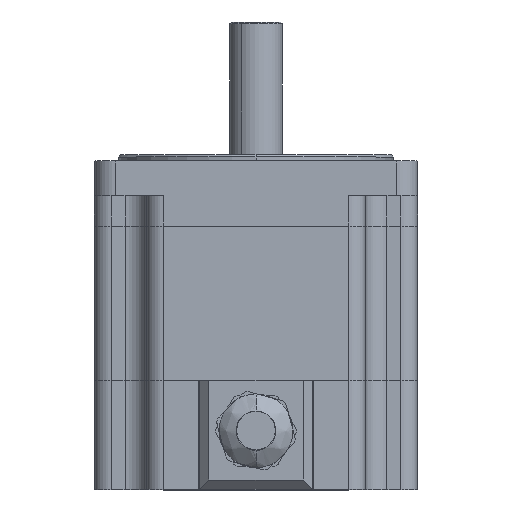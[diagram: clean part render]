
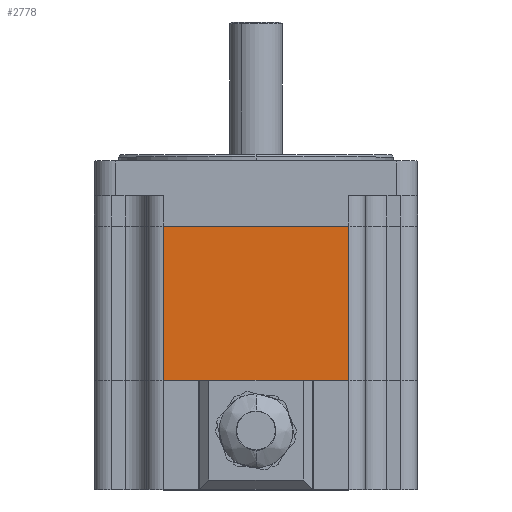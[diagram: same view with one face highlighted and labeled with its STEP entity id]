
A CAD part, top view. The second image highlights one B-rep face of the part: STEP entity #2778.
In plain terms, the highlighted planar face has unit normal (0, 0, 1).
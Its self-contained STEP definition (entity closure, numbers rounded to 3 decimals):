
#162 = PLANE('',#163);
#163 = AXIS2_PLACEMENT_3D('',#164,#165,#166);
#164 = CARTESIAN_POINT('',(-24.65,0.,-38.475));
#165 = DIRECTION('',(0.,1.,0.));
#166 = DIRECTION('',(0.,0.,1.));
#278 = PLANE('',#279);
#279 = AXIS2_PLACEMENT_3D('',#280,#281,#282);
#280 = CARTESIAN_POINT('',(-24.65,41.,-38.475));
#281 = DIRECTION('',(0.,1.,0.));
#282 = DIRECTION('',(0.,0.,1.));
#699 = VERTEX_POINT('',#700);
#700 = CARTESIAN_POINT('',(-24.65,41.,42.925));
#715 = CYLINDRICAL_SURFACE('',#716,4.45);
#716 = AXIS2_PLACEMENT_3D('',#717,#718,#719);
#717 = CARTESIAN_POINT('',(-24.65,41.,38.475));
#718 = DIRECTION('',(0.,-1.,0.));
#719 = DIRECTION('',(0.,0.,-1.));
#749 = EDGE_CURVE('',#699,#750,#752,.T.);
#750 = VERTEX_POINT('',#751);
#751 = CARTESIAN_POINT('',(24.65,41.,42.925));
#752 = SURFACE_CURVE('',#753,(#757,#764),.PCURVE_S1.);
#753 = LINE('',#754,#755);
#754 = CARTESIAN_POINT('',(-24.65,41.,42.925));
#755 = VECTOR('',#756,1.);
#756 = DIRECTION('',(1.,0.,0.));
#757 = PCURVE('',#278,#758);
#758 = DEFINITIONAL_REPRESENTATION('',(#759),#763);
#759 = LINE('',#760,#761);
#760 = CARTESIAN_POINT('',(81.4,0.));
#761 = VECTOR('',#762,1.);
#762 = DIRECTION('',(0.,1.));
#763 = ( GEOMETRIC_REPRESENTATION_CONTEXT(2) 
PARAMETRIC_REPRESENTATION_CONTEXT() REPRESENTATION_CONTEXT('2D SPACE',''
  ) );
#764 = PCURVE('',#765,#770);
#765 = PLANE('',#766);
#766 = AXIS2_PLACEMENT_3D('',#767,#768,#769);
#767 = CARTESIAN_POINT('',(-24.65,41.,42.925));
#768 = DIRECTION('',(0.,0.,-1.));
#769 = DIRECTION('',(-1.,0.,0.));
#770 = DEFINITIONAL_REPRESENTATION('',(#771),#775);
#771 = LINE('',#772,#773);
#772 = CARTESIAN_POINT('',(0.,0.));
#773 = VECTOR('',#774,1.);
#774 = DIRECTION('',(-1.,0.));
#775 = ( GEOMETRIC_REPRESENTATION_CONTEXT(2) 
PARAMETRIC_REPRESENTATION_CONTEXT() REPRESENTATION_CONTEXT('2D SPACE',''
  ) );
#794 = CYLINDRICAL_SURFACE('',#795,4.45);
#795 = AXIS2_PLACEMENT_3D('',#796,#797,#798);
#796 = CARTESIAN_POINT('',(24.65,41.,38.475));
#797 = DIRECTION('',(0.,-1.,0.));
#798 = DIRECTION('',(0.,0.,-1.));
#1732 = VERTEX_POINT('',#1733);
#1733 = CARTESIAN_POINT('',(24.65,0.,42.925));
#1777 = EDGE_CURVE('',#1778,#1732,#1780,.T.);
#1778 = VERTEX_POINT('',#1779);
#1779 = CARTESIAN_POINT('',(-24.65,0.,42.925));
#1780 = SURFACE_CURVE('',#1781,(#1785,#1792),.PCURVE_S1.);
#1781 = LINE('',#1782,#1783);
#1782 = CARTESIAN_POINT('',(-24.65,0.,42.925));
#1783 = VECTOR('',#1784,1.);
#1784 = DIRECTION('',(1.,0.,0.));
#1785 = PCURVE('',#162,#1786);
#1786 = DEFINITIONAL_REPRESENTATION('',(#1787),#1791);
#1787 = LINE('',#1788,#1789);
#1788 = CARTESIAN_POINT('',(81.4,0.));
#1789 = VECTOR('',#1790,1.);
#1790 = DIRECTION('',(0.,1.));
#1791 = ( GEOMETRIC_REPRESENTATION_CONTEXT(2) 
PARAMETRIC_REPRESENTATION_CONTEXT() REPRESENTATION_CONTEXT('2D SPACE',''
  ) );
#1792 = PCURVE('',#765,#1793);
#1793 = DEFINITIONAL_REPRESENTATION('',(#1794),#1798);
#1794 = LINE('',#1795,#1796);
#1795 = CARTESIAN_POINT('',(0.,-41.));
#1796 = VECTOR('',#1797,1.);
#1797 = DIRECTION('',(-1.,0.));
#1798 = ( GEOMETRIC_REPRESENTATION_CONTEXT(2) 
PARAMETRIC_REPRESENTATION_CONTEXT() REPRESENTATION_CONTEXT('2D SPACE',''
  ) );
#2734 = EDGE_CURVE('',#699,#1778,#2735,.T.);
#2735 = SURFACE_CURVE('',#2736,(#2740,#2769),.PCURVE_S1.);
#2736 = LINE('',#2737,#2738);
#2737 = CARTESIAN_POINT('',(-24.65,41.,42.925));
#2738 = VECTOR('',#2739,1.);
#2739 = DIRECTION('',(0.,-1.,0.));
#2740 = PCURVE('',#715,#2741);
#2741 = DEFINITIONAL_REPRESENTATION('',(#2742),#2768);
#2742 = B_SPLINE_CURVE_WITH_KNOTS('',3,(#2743,#2744,#2745,#2746,#2747,
    #2748,#2749,#2750,#2751,#2752,#2753,#2754,#2755,#2756,#2757,#2758,
    #2759,#2760,#2761,#2762,#2763,#2764,#2765,#2766,#2767),
  .UNSPECIFIED.,.F.,.F.,(4,1,1,1,1,1,1,1,1,1,1,1,1,1,1,1,1,1,1,1,1,1,4),
  (0.,1.864,3.727,5.591,7.455,
    9.318,11.182,13.045,14.909,
    16.773,18.636,20.5,22.364,24.227
    ,26.091,27.955,29.818,31.682,
    33.545,35.409,37.273,39.136,41.)
  ,.QUASI_UNIFORM_KNOTS.);
#2743 = CARTESIAN_POINT('',(3.142,0.));
#2744 = CARTESIAN_POINT('',(3.142,0.621));
#2745 = CARTESIAN_POINT('',(3.142,1.864));
#2746 = CARTESIAN_POINT('',(3.142,3.727));
#2747 = CARTESIAN_POINT('',(3.142,5.591));
#2748 = CARTESIAN_POINT('',(3.142,7.455));
#2749 = CARTESIAN_POINT('',(3.142,9.318));
#2750 = CARTESIAN_POINT('',(3.142,11.182));
#2751 = CARTESIAN_POINT('',(3.142,13.045));
#2752 = CARTESIAN_POINT('',(3.142,14.909));
#2753 = CARTESIAN_POINT('',(3.142,16.773));
#2754 = CARTESIAN_POINT('',(3.142,18.636));
#2755 = CARTESIAN_POINT('',(3.142,20.5));
#2756 = CARTESIAN_POINT('',(3.142,22.364));
#2757 = CARTESIAN_POINT('',(3.142,24.227));
#2758 = CARTESIAN_POINT('',(3.142,26.091));
#2759 = CARTESIAN_POINT('',(3.142,27.955));
#2760 = CARTESIAN_POINT('',(3.142,29.818));
#2761 = CARTESIAN_POINT('',(3.142,31.682));
#2762 = CARTESIAN_POINT('',(3.142,33.545));
#2763 = CARTESIAN_POINT('',(3.142,35.409));
#2764 = CARTESIAN_POINT('',(3.142,37.273));
#2765 = CARTESIAN_POINT('',(3.142,39.136));
#2766 = CARTESIAN_POINT('',(3.142,40.379));
#2767 = CARTESIAN_POINT('',(3.142,41.));
#2768 = ( GEOMETRIC_REPRESENTATION_CONTEXT(2) 
PARAMETRIC_REPRESENTATION_CONTEXT() REPRESENTATION_CONTEXT('2D SPACE',''
  ) );
#2769 = PCURVE('',#765,#2770);
#2770 = DEFINITIONAL_REPRESENTATION('',(#2771),#2775);
#2771 = LINE('',#2772,#2773);
#2772 = CARTESIAN_POINT('',(0.,0.));
#2773 = VECTOR('',#2774,1.);
#2774 = DIRECTION('',(0.,-1.));
#2775 = ( GEOMETRIC_REPRESENTATION_CONTEXT(2) 
PARAMETRIC_REPRESENTATION_CONTEXT() REPRESENTATION_CONTEXT('2D SPACE',''
  ) );
#2778 = ADVANCED_FACE('',(#2779),#765,.F.);
#2779 = FACE_BOUND('',#2780,.T.);
#2780 = EDGE_LOOP('',(#2781,#2782,#2825,#2826));
#2781 = ORIENTED_EDGE('',*,*,#1777,.T.);
#2782 = ORIENTED_EDGE('',*,*,#2783,.F.);
#2783 = EDGE_CURVE('',#750,#1732,#2784,.T.);
#2784 = SURFACE_CURVE('',#2785,(#2789,#2796),.PCURVE_S1.);
#2785 = LINE('',#2786,#2787);
#2786 = CARTESIAN_POINT('',(24.65,41.,42.925));
#2787 = VECTOR('',#2788,1.);
#2788 = DIRECTION('',(0.,-1.,0.));
#2789 = PCURVE('',#765,#2790);
#2790 = DEFINITIONAL_REPRESENTATION('',(#2791),#2795);
#2791 = LINE('',#2792,#2793);
#2792 = CARTESIAN_POINT('',(-49.3,0.));
#2793 = VECTOR('',#2794,1.);
#2794 = DIRECTION('',(0.,-1.));
#2795 = ( GEOMETRIC_REPRESENTATION_CONTEXT(2) 
PARAMETRIC_REPRESENTATION_CONTEXT() REPRESENTATION_CONTEXT('2D SPACE',''
  ) );
#2796 = PCURVE('',#794,#2797);
#2797 = DEFINITIONAL_REPRESENTATION('',(#2798),#2824);
#2798 = B_SPLINE_CURVE_WITH_KNOTS('',3,(#2799,#2800,#2801,#2802,#2803,
    #2804,#2805,#2806,#2807,#2808,#2809,#2810,#2811,#2812,#2813,#2814,
    #2815,#2816,#2817,#2818,#2819,#2820,#2821,#2822,#2823),
  .UNSPECIFIED.,.F.,.F.,(4,1,1,1,1,1,1,1,1,1,1,1,1,1,1,1,1,1,1,1,1,1,4),
  (0.,1.864,3.727,5.591,7.455,
    9.318,11.182,13.045,14.909,
    16.773,18.636,20.5,22.364,24.227
    ,26.091,27.955,29.818,31.682,
    33.545,35.409,37.273,39.136,41.)
  ,.QUASI_UNIFORM_KNOTS.);
#2799 = CARTESIAN_POINT('',(3.142,0.));
#2800 = CARTESIAN_POINT('',(3.142,0.621));
#2801 = CARTESIAN_POINT('',(3.142,1.864));
#2802 = CARTESIAN_POINT('',(3.142,3.727));
#2803 = CARTESIAN_POINT('',(3.142,5.591));
#2804 = CARTESIAN_POINT('',(3.142,7.455));
#2805 = CARTESIAN_POINT('',(3.142,9.318));
#2806 = CARTESIAN_POINT('',(3.142,11.182));
#2807 = CARTESIAN_POINT('',(3.142,13.045));
#2808 = CARTESIAN_POINT('',(3.142,14.909));
#2809 = CARTESIAN_POINT('',(3.142,16.773));
#2810 = CARTESIAN_POINT('',(3.142,18.636));
#2811 = CARTESIAN_POINT('',(3.142,20.5));
#2812 = CARTESIAN_POINT('',(3.142,22.364));
#2813 = CARTESIAN_POINT('',(3.142,24.227));
#2814 = CARTESIAN_POINT('',(3.142,26.091));
#2815 = CARTESIAN_POINT('',(3.142,27.955));
#2816 = CARTESIAN_POINT('',(3.142,29.818));
#2817 = CARTESIAN_POINT('',(3.142,31.682));
#2818 = CARTESIAN_POINT('',(3.142,33.545));
#2819 = CARTESIAN_POINT('',(3.142,35.409));
#2820 = CARTESIAN_POINT('',(3.142,37.273));
#2821 = CARTESIAN_POINT('',(3.142,39.136));
#2822 = CARTESIAN_POINT('',(3.142,40.379));
#2823 = CARTESIAN_POINT('',(3.142,41.));
#2824 = ( GEOMETRIC_REPRESENTATION_CONTEXT(2) 
PARAMETRIC_REPRESENTATION_CONTEXT() REPRESENTATION_CONTEXT('2D SPACE',''
  ) );
#2825 = ORIENTED_EDGE('',*,*,#749,.F.);
#2826 = ORIENTED_EDGE('',*,*,#2734,.T.);
